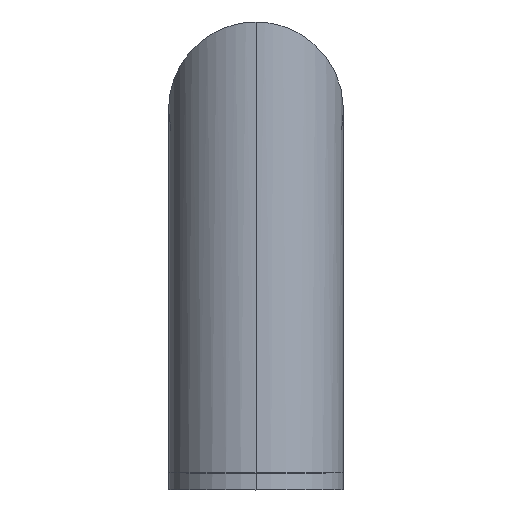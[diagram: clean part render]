
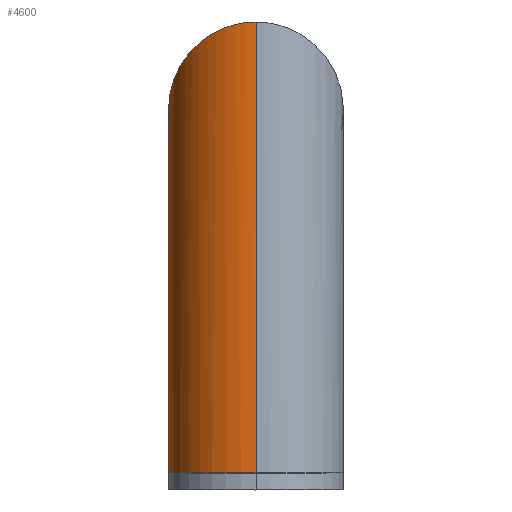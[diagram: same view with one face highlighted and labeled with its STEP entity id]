
A CAD part, top view. The second image highlights one B-rep face of the part: STEP entity #4600.
In plain terms, the highlighted cylindrical face has radius 6.35 mm (diameter 12.7 mm), a partial arc.
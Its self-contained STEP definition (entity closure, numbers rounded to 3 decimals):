
#250=CARTESIAN_POINT('',(0.,26.35,352.));
#260=DIRECTION('',(0.,-0.707,0.707));
#270=DIRECTION('',(0.,0.707,0.707));
#280=AXIS2_PLACEMENT_3D('',#250,#260,#270);
#290=ELLIPSE('',#280,8.98,6.35);
#300=CARTESIAN_POINT('',(0.,32.7,358.35));
#310=VERTEX_POINT('',#300);
#340=CARTESIAN_POINT('',(-6.35,26.35,352.));
#350=VERTEX_POINT('',#340);
#360=EDGE_CURVE('',#310,#350,#290,.T.);
#1180=CARTESIAN_POINT('',(0.,0.,358.35));
#1190=DIRECTION('',(0.,-1.,0.));
#1200=VECTOR('',#1190,1.);
#1210=LINE('',#1180,#1200);
#1220=CARTESIAN_POINT('',(0.,0.,358.35));
#1230=VERTEX_POINT('',#1220);
#1240=EDGE_CURVE('',#310,#1230,#1210,.T.);
#1270=CARTESIAN_POINT('',(0.,20.,345.65));
#1280=VERTEX_POINT('',#1270);
#1310=CARTESIAN_POINT('',(0.,0.,345.65));
#1320=DIRECTION('',(0.,-1.,0.));
#1330=VECTOR('',#1320,1.);
#1340=LINE('',#1310,#1330);
#1350=CARTESIAN_POINT('',(0.,0.,345.65));
#1360=VERTEX_POINT('',#1350);
#1370=EDGE_CURVE('',#1280,#1360,#1340,.T.);
#1390=CARTESIAN_POINT('',(0.,0.,352.));
#1400=DIRECTION('',(0.,-1.,0.));
#1410=DIRECTION('',(0.,0.,1.));
#1420=AXIS2_PLACEMENT_3D('',#1390,#1400,#1410);
#1430=CIRCLE('',#1420,6.35);
#1690=EDGE_CURVE('',#1230,#1360,#1430,.T.);
#4470=CARTESIAN_POINT('',(0.,0.,352.));
#4480=DIRECTION('',(0.,-1.,0.));
#4490=DIRECTION('',(0.,0.,1.));
#4500=AXIS2_PLACEMENT_3D('',#4470,#4480,#4490);
#4510=CYLINDRICAL_SURFACE('',#4500,6.35);
#4520=ORIENTED_EDGE('',*,*,#1240,.F.);
#4530=ORIENTED_EDGE('',*,*,#1690,.F.);
#4540=ORIENTED_EDGE('',*,*,#1370,.T.);
#4550=EDGE_CURVE('',#350,#1280,#290,.T.);
#4560=ORIENTED_EDGE('',*,*,#4550,.T.);
#4570=ORIENTED_EDGE('',*,*,#360,.T.);
#4580=EDGE_LOOP('',(#4570,#4560,#4540,#4530,#4520));
#4590=FACE_OUTER_BOUND('',#4580,.T.);
#4600=ADVANCED_FACE('',(#4590),#4510,.T.);
